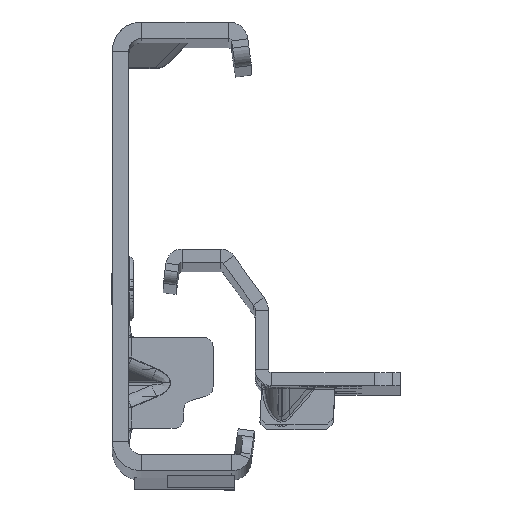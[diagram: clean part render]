
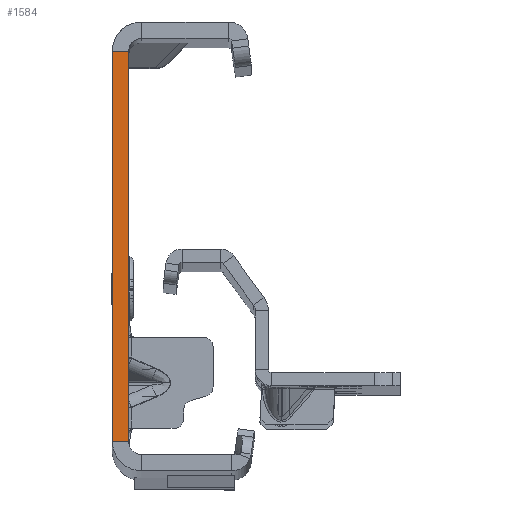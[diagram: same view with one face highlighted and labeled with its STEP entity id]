
A CAD part, top view. The second image highlights one B-rep face of the part: STEP entity #1584.
In plain terms, the highlighted planar face has unit normal (0, 0, 1).
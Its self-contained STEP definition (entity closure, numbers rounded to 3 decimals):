
#497 = DIRECTION ( 'NONE',  ( -1., 0., 0. ) ) ;
#1584 = ADVANCED_FACE ( 'NONE', ( #11230 ), #1694, .T. ) ;
#1694 = PLANE ( 'NONE',  #8301 ) ;
#2068 = CARTESIAN_POINT ( 'NONE',  ( -2.5, -32., 0. ) ) ;
#2650 = LINE ( 'NONE', #10318, #7264 ) ;
#2889 = VECTOR ( 'NONE', #7842, 1000. ) ;
#5784 = ORIENTED_EDGE ( 'NONE', *, *, #16286, .F. ) ;
#6481 = VERTEX_POINT ( 'NONE', #21336 ) ;
#7264 = VECTOR ( 'NONE', #8447, 1000. ) ;
#7842 = DIRECTION ( 'NONE',  ( -1., 0., 0. ) ) ;
#8301 = AXIS2_PLACEMENT_3D ( 'NONE', #16649, #9349, #9105 ) ;
#8447 = DIRECTION ( 'NONE',  ( 0., -1., 0. ) ) ;
#9105 = DIRECTION ( 'NONE',  ( 1., 0., 0. ) ) ;
#9349 = DIRECTION ( 'NONE',  ( 0., 0., 1. ) ) ;
#9501 = VECTOR ( 'NONE', #11480, 1000. ) ;
#10318 = CARTESIAN_POINT ( 'NONE',  ( 0., -32., 0. ) ) ;
#10943 = ORIENTED_EDGE ( 'NONE', *, *, #23275, .T. ) ;
#11230 = FACE_OUTER_BOUND ( 'NONE', #18622, .T. ) ;
#11480 = DIRECTION ( 'NONE',  ( 0., -1., 0. ) ) ;
#13042 = VERTEX_POINT ( 'NONE', #21295 ) ;
#13598 = ORIENTED_EDGE ( 'NONE', *, *, #16139, .T. ) ;
#14885 = ORIENTED_EDGE ( 'NONE', *, *, #21811, .F. ) ;
#15244 = LINE ( 'NONE', #21277, #2889 ) ;
#16139 = EDGE_CURVE ( 'NONE', #13042, #23282, #15244, .T. ) ;
#16286 = EDGE_CURVE ( 'NONE', #13042, #18514, #2650, .T. ) ;
#16649 = CARTESIAN_POINT ( 'NONE',  ( -2.5, -32., 0. ) ) ;
#18514 = VERTEX_POINT ( 'NONE', #18802 ) ;
#18622 = EDGE_LOOP ( 'NONE', ( #5784, #13598, #10943, #14885 ) ) ;
#18802 = CARTESIAN_POINT ( 'NONE',  ( 0., -30., 0. ) ) ;
#19283 = LINE ( 'NONE', #2068, #9501 ) ;
#19459 = CARTESIAN_POINT ( 'NONE',  ( 0., -30., 0. ) ) ;
#21277 = CARTESIAN_POINT ( 'NONE',  ( 0., 30., 0. ) ) ;
#21295 = CARTESIAN_POINT ( 'NONE',  ( 0., 30., 0. ) ) ;
#21336 = CARTESIAN_POINT ( 'NONE',  ( -2.5, -30., 0. ) ) ;
#21353 = LINE ( 'NONE', #19459, #24686 ) ;
#21811 = EDGE_CURVE ( 'NONE', #18514, #6481, #21353, .T. ) ;
#23275 = EDGE_CURVE ( 'NONE', #23282, #6481, #19283, .T. ) ;
#23282 = VERTEX_POINT ( 'NONE', #24683 ) ;
#24683 = CARTESIAN_POINT ( 'NONE',  ( -2.5, 30., 0. ) ) ;
#24686 = VECTOR ( 'NONE', #497, 1000. ) ;
